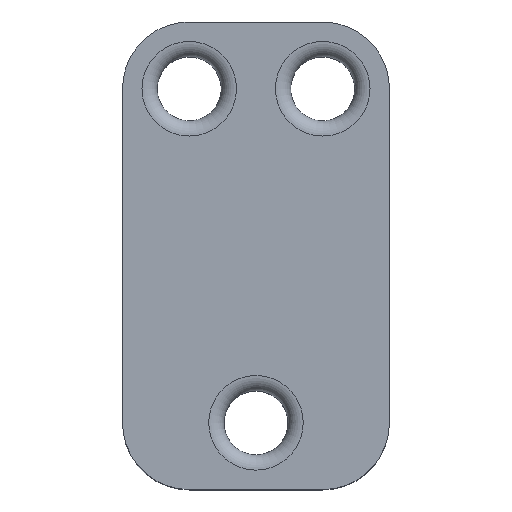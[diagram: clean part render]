
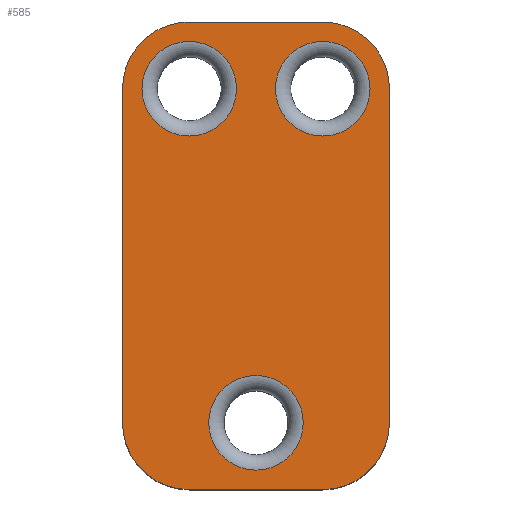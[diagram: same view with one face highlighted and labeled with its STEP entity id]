
A CAD part, top view. The second image highlights one B-rep face of the part: STEP entity #585.
In plain terms, the highlighted planar face has unit normal (0, 0, 1).
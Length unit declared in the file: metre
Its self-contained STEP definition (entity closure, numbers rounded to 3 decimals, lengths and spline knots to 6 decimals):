
#26=CIRCLE('',#625,0.004378);
#28=CIRCLE('',#629,0.004375);
#32=CIRCLE('',#635,0.004378);
#42=CIRCLE('',#648,0.004378);
#45=CIRCLE('',#655,0.0031);
#46=CIRCLE('',#656,0.0031);
#47=CIRCLE('',#657,0.0031);
#164=ORIENTED_EDGE('',*,*,#311,.T.);
#165=ORIENTED_EDGE('',*,*,#312,.T.);
#166=ORIENTED_EDGE('',*,*,#313,.T.);
#167=ORIENTED_EDGE('',*,*,#293,.F.);
#168=ORIENTED_EDGE('',*,*,#268,.F.);
#169=ORIENTED_EDGE('',*,*,#276,.F.);
#170=ORIENTED_EDGE('',*,*,#278,.F.);
#171=ORIENTED_EDGE('',*,*,#283,.T.);
#172=ORIENTED_EDGE('',*,*,#290,.T.);
#173=ORIENTED_EDGE('',*,*,#307,.T.);
#174=ORIENTED_EDGE('',*,*,#308,.T.);
#268=EDGE_CURVE('',#353,#354,#405,.T.);
#276=EDGE_CURVE('',#359,#353,#26,.F.);
#278=EDGE_CURVE('',#360,#359,#410,.T.);
#283=EDGE_CURVE('',#360,#365,#28,.T.);
#290=EDGE_CURVE('',#365,#369,#416,.T.);
#293=EDGE_CURVE('',#354,#372,#32,.F.);
#307=EDGE_CURVE('',#369,#381,#42,.T.);
#308=EDGE_CURVE('',#381,#372,#422,.T.);
#311=EDGE_CURVE('',#384,#384,#45,.F.);
#312=EDGE_CURVE('',#385,#385,#46,.F.);
#313=EDGE_CURVE('',#386,#386,#47,.F.);
#353=VERTEX_POINT('',#948);
#354=VERTEX_POINT('',#950);
#359=VERTEX_POINT('',#967);
#360=VERTEX_POINT('',#971);
#365=VERTEX_POINT('',#982);
#369=VERTEX_POINT('',#1002);
#372=VERTEX_POINT('',#1010);
#381=VERTEX_POINT('',#1035);
#384=VERTEX_POINT('',#1047);
#385=VERTEX_POINT('',#1049);
#386=VERTEX_POINT('',#1051);
#405=LINE('',#949,#441);
#410=LINE('',#973,#446);
#416=LINE('',#1003,#452);
#422=LINE('',#1038,#458);
#441=VECTOR('',#711,1.);
#446=VECTOR('',#728,1.);
#452=VECTOR('',#746,1.);
#458=VECTOR('',#786,1.);
#487=EDGE_LOOP('',(#164));
#488=EDGE_LOOP('',(#165));
#489=EDGE_LOOP('',(#166));
#490=EDGE_LOOP('',(#167,#168,#169,#170,#171,#172,#173,#174));
#533=FACE_BOUND('',#487,.T.);
#534=FACE_BOUND('',#488,.T.);
#535=FACE_BOUND('',#489,.T.);
#536=FACE_BOUND('',#490,.T.);
#566=PLANE('',#654);
#585=ADVANCED_FACE('',(#533,#534,#535,#536),#566,.T.);
#625=AXIS2_PLACEMENT_3D('',#968,#723,#724);
#629=AXIS2_PLACEMENT_3D('',#983,#736,#737);
#635=AXIS2_PLACEMENT_3D('',#1009,#752,#753);
#648=AXIS2_PLACEMENT_3D('',#1036,#782,#783);
#654=AXIS2_PLACEMENT_3D('',#1045,#795,#796);
#655=AXIS2_PLACEMENT_3D('',#1046,#797,#798);
#656=AXIS2_PLACEMENT_3D('',#1048,#799,#800);
#657=AXIS2_PLACEMENT_3D('',#1050,#801,#802);
#711=DIRECTION('',(0.,-1.,0.));
#723=DIRECTION('',(0.,0.,1.));
#724=DIRECTION('',(1.,0.,0.));
#728=DIRECTION('',(1.,0.,0.));
#736=DIRECTION('',(0.,0.,1.));
#737=DIRECTION('',(1.,0.,0.));
#746=DIRECTION('',(0.,-1.,0.));
#752=DIRECTION('',(0.,0.,1.));
#753=DIRECTION('',(1.,0.,0.));
#782=DIRECTION('',(0.,0.,1.));
#783=DIRECTION('',(1.,0.,0.));
#786=DIRECTION('',(1.,0.,0.));
#795=DIRECTION('',(0.,0.,1.));
#796=DIRECTION('',(1.,0.,0.));
#797=DIRECTION('',(0.,0.,1.));
#798=DIRECTION('',(1.,0.,0.));
#799=DIRECTION('',(0.,0.,1.));
#800=DIRECTION('',(1.,0.,0.));
#801=DIRECTION('',(0.,0.,1.));
#802=DIRECTION('',(1.,0.,0.));
#948=CARTESIAN_POINT('',(0.008753,0.0969,0.1392));
#949=CARTESIAN_POINT('',(0.008752,0.08595,0.1392));
#950=CARTESIAN_POINT('',(0.00875,0.075,0.1392));
#967=CARTESIAN_POINT('',(0.00455,0.101275,0.1392));
#968=CARTESIAN_POINT('',(0.004375,0.0969,0.1392));
#971=CARTESIAN_POINT('',(-0.004375,0.101275,0.1392));
#973=CARTESIAN_POINT('',(0.000087,0.101275,0.1392));
#982=CARTESIAN_POINT('',(-0.00875,0.0969,0.1392));
#983=CARTESIAN_POINT('',(-0.004375,0.0969,0.1392));
#1002=CARTESIAN_POINT('',(-0.00875,0.075,0.1392));
#1003=CARTESIAN_POINT('',(-0.00875,0.08595,0.1392));
#1009=CARTESIAN_POINT('',(0.004372,0.075,0.1392));
#1010=CARTESIAN_POINT('',(0.004372,0.070622,0.1392));
#1035=CARTESIAN_POINT('',(-0.004372,0.070622,0.1392));
#1036=CARTESIAN_POINT('',(-0.004372,0.075,0.1392));
#1038=CARTESIAN_POINT('',(0.,0.070622,0.1392));
#1045=CARTESIAN_POINT('',(0.,0.05,0.1392));
#1046=CARTESIAN_POINT('',(0.004375,0.0969,0.1392));
#1047=CARTESIAN_POINT('',(0.007475,0.0969,0.1392));
#1048=CARTESIAN_POINT('',(-0.004375,0.0969,0.1392));
#1049=CARTESIAN_POINT('',(-0.001275,0.0969,0.1392));
#1050=CARTESIAN_POINT('',(0.,0.075,0.1392));
#1051=CARTESIAN_POINT('',(0.0031,0.075,0.1392));
